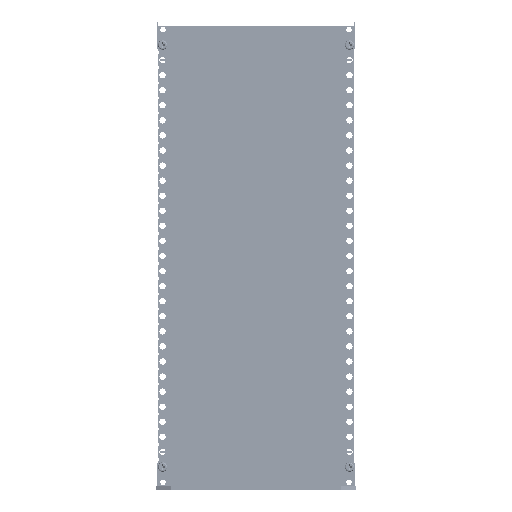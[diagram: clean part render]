
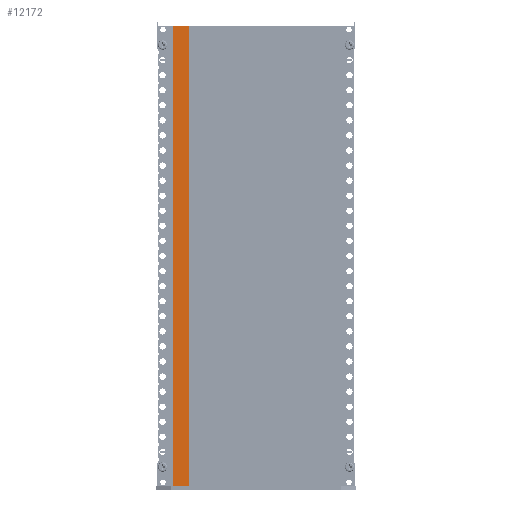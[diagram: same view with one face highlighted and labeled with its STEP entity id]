
A CAD part, left-side view. The second image highlights one B-rep face of the part: STEP entity #12172.
In plain terms, the highlighted face is planar.
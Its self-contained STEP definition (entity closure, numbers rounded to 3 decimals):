
#383=DIRECTION('',(0.,1.,0.));
#384=VECTOR('',#383,10.8);
#385=CARTESIAN_POINT('',(2.5,44.45,-152.7));
#386=LINE('',#385,#384);
#3624=DIRECTION('',(0.,1.,0.));
#3625=VECTOR('',#3624,10.8);
#3626=CARTESIAN_POINT('',(2.5,44.45,152.7));
#3627=LINE('',#3626,#3625);
#6104=DIRECTION('',(0.,0.,1.));
#6105=VECTOR('',#6104,305.4);
#6106=CARTESIAN_POINT('',(2.5,55.25,-152.7));
#6107=LINE('',#6106,#6105);
#6111=DIRECTION('',(0.,0.,1.));
#6112=VECTOR('',#6111,305.4);
#6113=CARTESIAN_POINT('',(2.5,44.45,-152.7));
#6114=LINE('',#6113,#6112);
#6435=CARTESIAN_POINT('',(2.5,44.45,-152.7));
#6436=CARTESIAN_POINT('',(2.5,44.45,152.7));
#6437=VERTEX_POINT('',#6435);
#6438=VERTEX_POINT('',#6436);
#6664=CARTESIAN_POINT('',(2.5,55.25,-152.7));
#6666=VERTEX_POINT('',#6664);
#6670=CARTESIAN_POINT('',(2.5,55.25,152.7));
#6672=VERTEX_POINT('',#6670);
#12160=CARTESIAN_POINT('',(2.5,44.45,-152.7));
#12161=DIRECTION('',(1.,0.,0.));
#12162=DIRECTION('',(0.,1.,0.));
#12163=AXIS2_PLACEMENT_3D('',#12160,#12161,#12162);
#12164=PLANE('',#12163);
#12165=ORIENTED_EDGE('',*,*,#12153,.F.);
#12166=ORIENTED_EDGE('',*,*,#7672,.F.);
#12168=ORIENTED_EDGE('',*,*,#12167,.T.);
#12169=ORIENTED_EDGE('',*,*,#9510,.T.);
#12170=EDGE_LOOP('',(#12165,#12166,#12168,#12169));
#12171=FACE_OUTER_BOUND('',#12170,.F.);
#12172=ADVANCED_FACE('',(#12171),#12164,.T.);
#7672=EDGE_CURVE('',#6437,#6666,#386,.T.);
#9510=EDGE_CURVE('',#6438,#6672,#3627,.T.);
#12153=EDGE_CURVE('',#6666,#6672,#6107,.T.);
#12167=EDGE_CURVE('',#6437,#6438,#6114,.T.);
